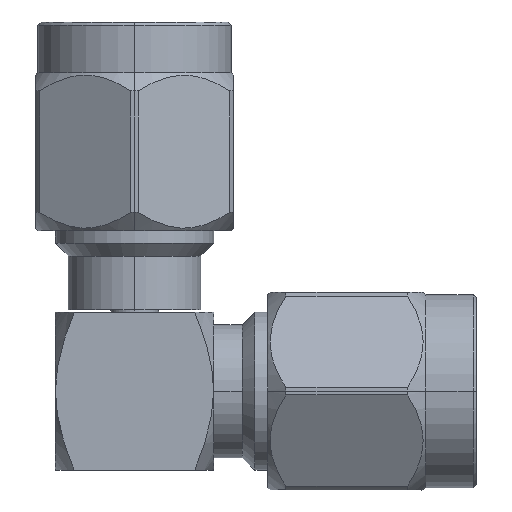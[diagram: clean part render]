
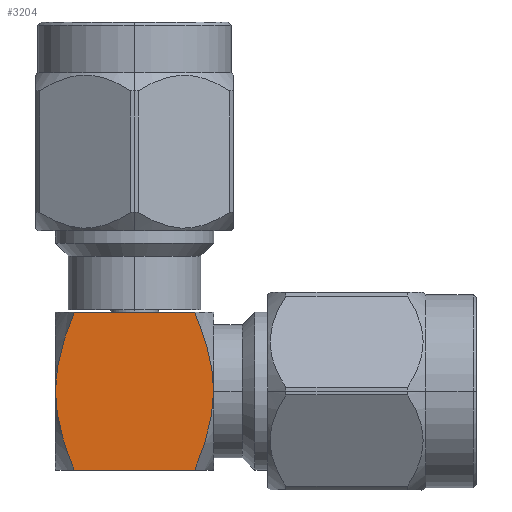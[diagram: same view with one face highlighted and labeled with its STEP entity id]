
A CAD part, left-side view. The second image highlights one B-rep face of the part: STEP entity #3204.
In plain terms, the highlighted planar face has unit normal (-1, 0, 0).
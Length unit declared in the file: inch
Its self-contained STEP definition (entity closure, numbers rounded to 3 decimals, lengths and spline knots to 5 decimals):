
#134 = VERTEX_POINT ( 'NONE', #4724 ) ;
#191 = LINE ( 'NONE', #6343, #6869 ) ;
#284 = DIRECTION ( 'NONE',  ( 1., 0., 0. ) ) ;
#365 = EDGE_CURVE ( 'NONE', #5707, #4654, #7280, .T. ) ;
#370 = CARTESIAN_POINT ( 'NONE',  ( -0.125, -0.125, 0. ) ) ;
#543 = CARTESIAN_POINT ( 'NONE',  ( -0.125, 0.09511, -0.125 ) ) ;
#789 = CARTESIAN_POINT ( 'NONE',  ( -0.125, 0.09511, -0.125 ) ) ;
#1117 = EDGE_CURVE ( 'NONE', #4257, #2454, #3373, .T. ) ;
#1127 = CARTESIAN_POINT ( 'NONE',  ( -0.125, -0.125, 0.02169 ) ) ;
#1157 = ORIENTED_EDGE ( 'NONE', *, *, #5224, .T. ) ;
#1252 = ORIENTED_EDGE ( 'NONE', *, *, #1117, .F. ) ;
#1314 = FACE_OUTER_BOUND ( 'NONE', #4739, .T. ) ;
#1725 = CARTESIAN_POINT ( 'NONE',  ( -0.125, -0.10326, 0.10502 ) ) ;
#1798 = DIRECTION ( 'NONE',  ( 0., -1., 0. ) ) ;
#1806 = CARTESIAN_POINT ( 'NONE',  ( -0.125, -0.09511, 0.125 ) ) ;
#1911 = ORIENTED_EDGE ( 'NONE', *, *, #365, .F. ) ;
#2207 = VERTEX_POINT ( 'NONE', #4591 ) ;
#2263 = VECTOR ( 'NONE', #4442, 39.37008 ) ;
#2361 = CARTESIAN_POINT ( 'NONE',  ( -0.125, -0.11886, -0.05347 ) ) ;
#2414 = CARTESIAN_POINT ( 'NONE',  ( -0.125, -0.12417, -0.02166 ) ) ;
#2454 = VERTEX_POINT ( 'NONE', #4387 ) ;
#2474 = EDGE_CURVE ( 'NONE', #134, #2207, #6102, .T. ) ;
#2774 = CARTESIAN_POINT ( 'NONE',  ( -0.125, 0.125, -0.01075 ) ) ;
#3034 = CARTESIAN_POINT ( 'NONE',  ( -0.125, -0.12163, 0.04284 ) ) ;
#3204 = ADVANCED_FACE ( 'NONE', ( #1314 ), #5545, .F. ) ;
#3373 = B_SPLINE_CURVE_WITH_KNOTS ( 'NONE', 3,
 ( #5643, #6280, #2414, #6937, #2361, #7594, #5009, #4384 ),
 .UNSPECIFIED., .F., .F.,
 ( 4, 2, 2, 4 ),
 ( 0.01153, 0.01234, 0.01316, 0.01478 ),
 .UNSPECIFIED. ) ;
#3714 = ORIENTED_EDGE ( 'NONE', *, *, #7032, .F. ) ;
#4084 = CARTESIAN_POINT ( 'NONE',  ( -0.125, 0.11067, -0.08464 ) ) ;
#4113 = CARTESIAN_POINT ( 'NONE',  ( -0.125, 0.125, 0. ) ) ;
#4257 = VERTEX_POINT ( 'NONE', #370 ) ;
#4318 = CARTESIAN_POINT ( 'NONE',  ( -0.125, -0.125, 0. ) ) ;
#4384 = CARTESIAN_POINT ( 'NONE',  ( -0.125, -0.09511, -0.125 ) ) ;
#4387 = CARTESIAN_POINT ( 'NONE',  ( -0.125, -0.09511, -0.125 ) ) ;
#4442 = DIRECTION ( 'NONE',  ( 0., -1., 0. ) ) ;
#4444 = CARTESIAN_POINT ( 'NONE',  ( -0.125, 0.125, 0. ) ) ;
#4591 = CARTESIAN_POINT ( 'NONE',  ( -0.125, -0.09511, 0.125 ) ) ;
#4654 = VERTEX_POINT ( 'NONE', #4444 ) ;
#4712 = CARTESIAN_POINT ( 'NONE',  ( -0.125, 0.125, 0. ) ) ;
#4724 = CARTESIAN_POINT ( 'NONE',  ( -0.125, 0.09511, 0.125 ) ) ;
#4739 = EDGE_LOOP ( 'NONE', ( #3714, #7464, #5687, #1911, #1157, #1252 ) ) ;
#4774 = CARTESIAN_POINT ( 'NONE',  ( -0.125, 0.11072, 0.08449 ) ) ;
#4793 = AXIS2_PLACEMENT_3D ( 'NONE', #4807, #284, #5457 ) ;
#4807 = CARTESIAN_POINT ( 'NONE',  ( -0.125, -0.125, 0.125 ) ) ;
#4891 = CARTESIAN_POINT ( 'NONE',  ( -0.125, 0.12163, 0.04284 ) ) ;
#5009 = CARTESIAN_POINT ( 'NONE',  ( -0.125, -0.10325, -0.10504 ) ) ;
#5224 = EDGE_CURVE ( 'NONE', #5707, #2454, #191, .T. ) ;
#5457 = DIRECTION ( 'NONE',  ( 0., 0., -1. ) ) ;
#5545 = PLANE ( 'NONE',  #4793 ) ;
#5643 = CARTESIAN_POINT ( 'NONE',  ( -0.125, -0.125, 0. ) ) ;
#5687 = ORIENTED_EDGE ( 'NONE', *, *, #5876, .F. ) ;
#5707 = VERTEX_POINT ( 'NONE', #543 ) ;
#5876 = EDGE_CURVE ( 'NONE', #4654, #134, #6657, .T. ) ;
#5989 = CARTESIAN_POINT ( 'NONE',  ( -0.125, 0.12417, -0.02166 ) ) ;
#6102 = LINE ( 'NONE', #8323, #2263 ) ;
#6280 = CARTESIAN_POINT ( 'NONE',  ( -0.125, -0.125, -0.01075 ) ) ;
#6343 = CARTESIAN_POINT ( 'NONE',  ( -0.125, -0.125, -0.125 ) ) ;
#6636 = CARTESIAN_POINT ( 'NONE',  ( -0.125, 0.12109, -0.04297 ) ) ;
#6657 = B_SPLINE_CURVE_WITH_KNOTS ( 'NONE', 3,
 ( #4113, #8095, #4891, #4774, #7473, #6726 ),
 .UNSPECIFIED., .F., .F.,
 ( 4, 2, 4 ),
 ( 0.0068, 0.00846, 0.01011 ),
 .UNSPECIFIED. ) ;
#6688 = CARTESIAN_POINT ( 'NONE',  ( -0.125, 0.10325, -0.10504 ) ) ;
#6726 = CARTESIAN_POINT ( 'NONE',  ( -0.125, 0.09511, 0.125 ) ) ;
#6869 = VECTOR ( 'NONE', #1798, 39.37008 ) ;
#6893 = CARTESIAN_POINT ( 'NONE',  ( -0.125, -0.11072, 0.08449 ) ) ;
#6937 = CARTESIAN_POINT ( 'NONE',  ( -0.125, -0.12109, -0.04297 ) ) ;
#7032 = EDGE_CURVE ( 'NONE', #2207, #4257, #8079, .T. ) ;
#7280 = B_SPLINE_CURVE_WITH_KNOTS ( 'NONE', 3,
 ( #789, #6688, #4084, #7888, #6636, #5989, #2774, #4712 ),
 .UNSPECIFIED., .F., .F.,
 ( 4, 2, 2, 4 ),
 ( 0.00352, 0.00516, 0.00598, 0.0068 ),
 .UNSPECIFIED. ) ;
#7464 = ORIENTED_EDGE ( 'NONE', *, *, #2474, .F. ) ;
#7473 = CARTESIAN_POINT ( 'NONE',  ( -0.125, 0.10326, 0.10502 ) ) ;
#7594 = CARTESIAN_POINT ( 'NONE',  ( -0.125, -0.11067, -0.08464 ) ) ;
#7888 = CARTESIAN_POINT ( 'NONE',  ( -0.125, 0.11886, -0.05347 ) ) ;
#8079 = B_SPLINE_CURVE_WITH_KNOTS ( 'NONE', 3,
 ( #1806, #1725, #6893, #3034, #1127, #4318 ),
 .UNSPECIFIED., .F., .F.,
 ( 4, 2, 4 ),
 ( 0.00825, 0.00989, 0.01153 ),
 .UNSPECIFIED. ) ;
#8095 = CARTESIAN_POINT ( 'NONE',  ( -0.125, 0.125, 0.02169 ) ) ;
#8323 = CARTESIAN_POINT ( 'NONE',  ( -0.125, -0.125, 0.125 ) ) ;
